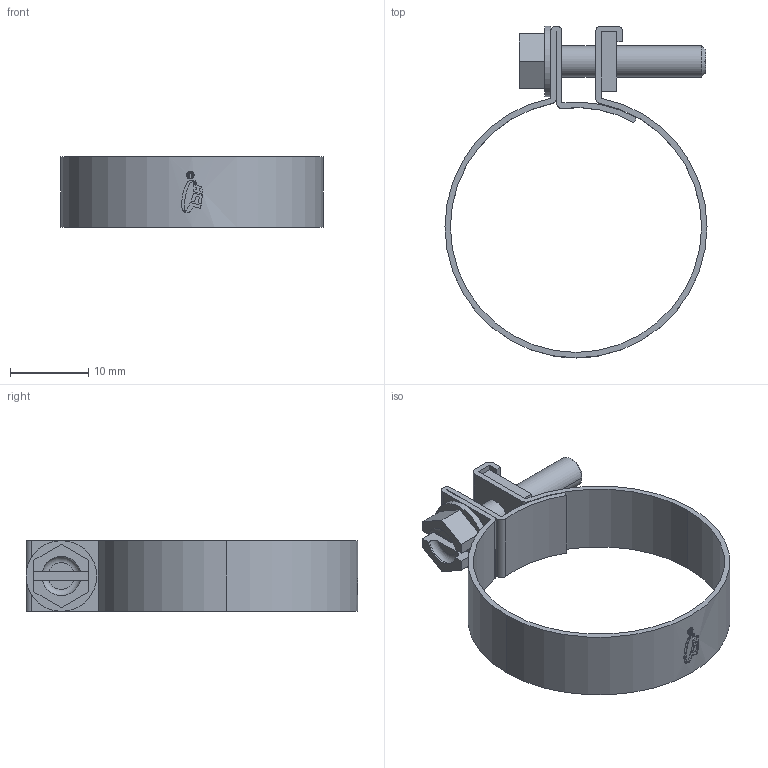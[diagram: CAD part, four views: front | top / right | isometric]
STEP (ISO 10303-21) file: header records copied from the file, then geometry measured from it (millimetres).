
FILE_DESCRIPTION (( 'STEP AP214' ), '1' );
FILE_NAME ('MC-30-W1.step', '2026-01-30T13:34:45', ( '' ), ( '' ), 'SwSTEP 2.0', 'SolidWorks 2025', '' );
FILE_SCHEMA (( 'AUTOMOTIVE_DESIGN' ));
Length unit declared in the file: millimetre
Products named in the file (1): MC-30-W1
Bounding box: 33.4 x 42.29 x 9 mm (x, y, z)
Volume: 1339.5 mm3; surface area: 3330.2 mm2
Topology: 3 solids, 3 shells, 170 faces, 456 edges, 304 vertices
Faces by surface type: cylinder 79, bspline 49, plane 38, cone 2, torus 2
Entity records: 6715 total; most frequent: CARTESIAN_POINT 2836, ORIENTED_EDGE 912, DIRECTION 582, EDGE_CURVE 456, VERTEX_POINT 304, LINE 210, VECTOR 210, EDGE_LOOP 190
